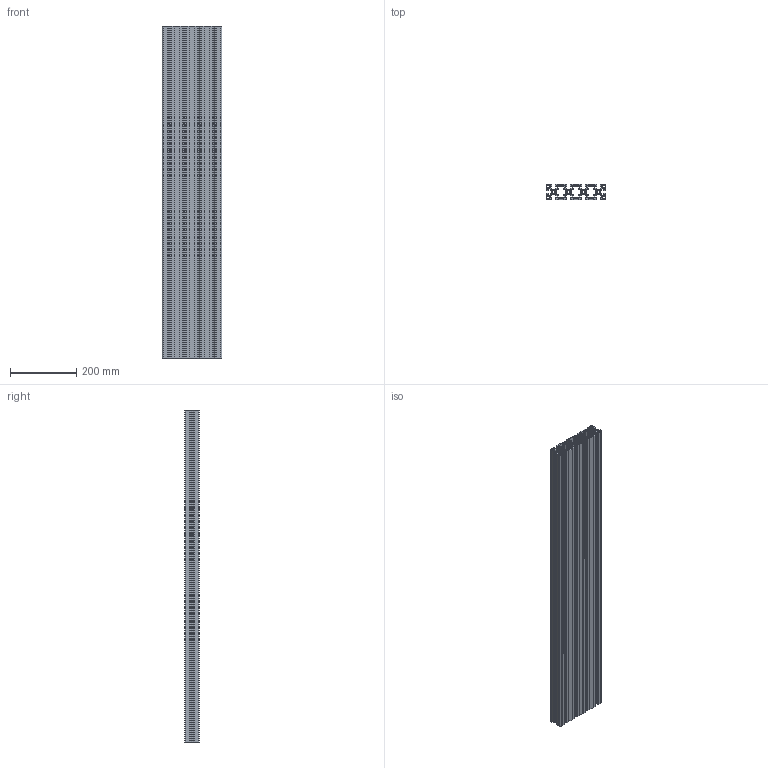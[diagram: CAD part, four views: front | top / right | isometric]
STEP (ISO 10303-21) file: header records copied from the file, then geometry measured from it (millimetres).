
FILE_DESCRIPTION (( 'STEP AP203' ), '1' );
FILE_NAME ('045180_SÝGMA.STEP', '2015-12-04T11:36:34', ( '' ), ( '' ), 'SwSTEP 2.0', 'SolidWorks 2015', '' );
FILE_SCHEMA (( 'CONFIG_CONTROL_DESIGN' ));
Length unit declared in the file: millimetre
Products named in the file (1): 045180_SÝGMA
Bounding box: 180 x 45 x 1000 mm (x, y, z)
Volume: 2524352.7 mm3; surface area: 1651627.6 mm2
Topology: 1 solids, 1 shells, 598 faces, 1788 edges, 1192 vertices
Faces by surface type: plane 334, cylinder 264
Entity records: 20341 total; most frequent: CARTESIAN_POINT 3579, ORIENTED_EDGE 3576, DIRECTION 3514, EDGE_CURVE 1788, LINE 1260, VECTOR 1260, VERTEX_POINT 1192, AXIS2_PLACEMENT_3D 1127
